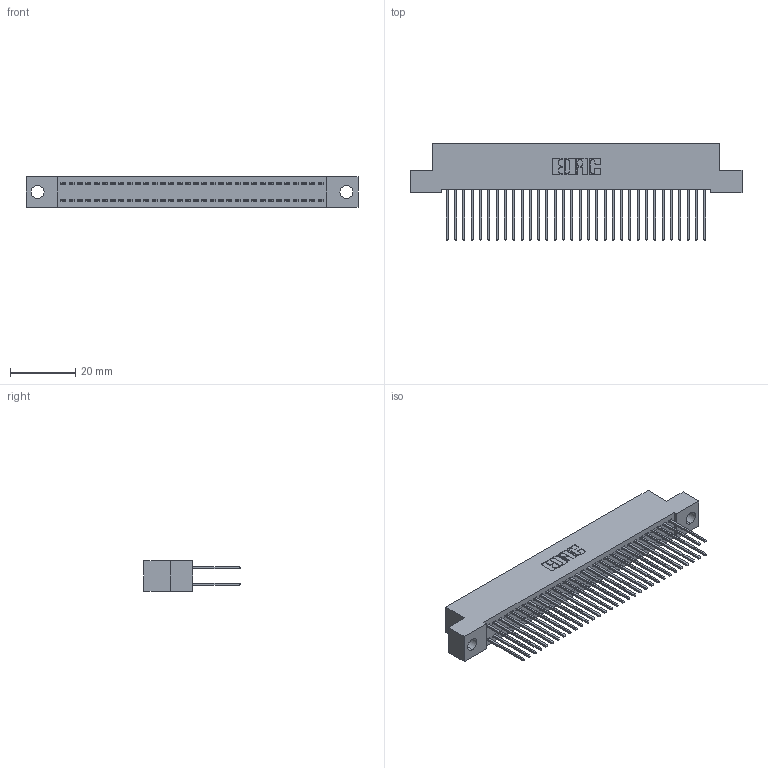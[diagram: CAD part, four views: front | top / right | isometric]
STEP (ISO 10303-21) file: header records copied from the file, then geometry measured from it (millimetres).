
FILE_DESCRIPTION (( 'STEP AP203' ), '1' );
FILE_NAME ('392-064-540-204.STEP', '2019-10-09T10:46:59', ( '' ), ( '' ), 'SwSTEP 2.0', 'SolidWorks 2016', '' );
FILE_SCHEMA (( 'CONFIG_CONTROL_DESIGN' ));
Length unit declared in the file: inch
Products named in the file (3): 342 Part_.156 TH; 345-292-001_345-293-140; 392-064-540-204
Assembly tree (65 placements, depth 2):
  392-064-540-204
    342 Part_.156 TH
    345-292-001_345-293-140  x64
Bounding box: 101.6 x 29.47 x 9.4 mm (x, y, z)
Volume: 9237 mm3; surface area: 15691.9 mm2
Topology: 65 solids, 65 shells, 3438 faces, 10219 edges, 6726 vertices
Faces by surface type: plane 2370, cylinder 1068
Entity records: 21769 total; most frequent: CARTESIAN_POINT 3618, ORIENTED_EDGE 3554, DIRECTION 3109, EDGE_CURVE 1777, VECTOR 1649, LINE 1649, VERTEX_POINT 1182, AXIS2_PLACEMENT_3D 730
